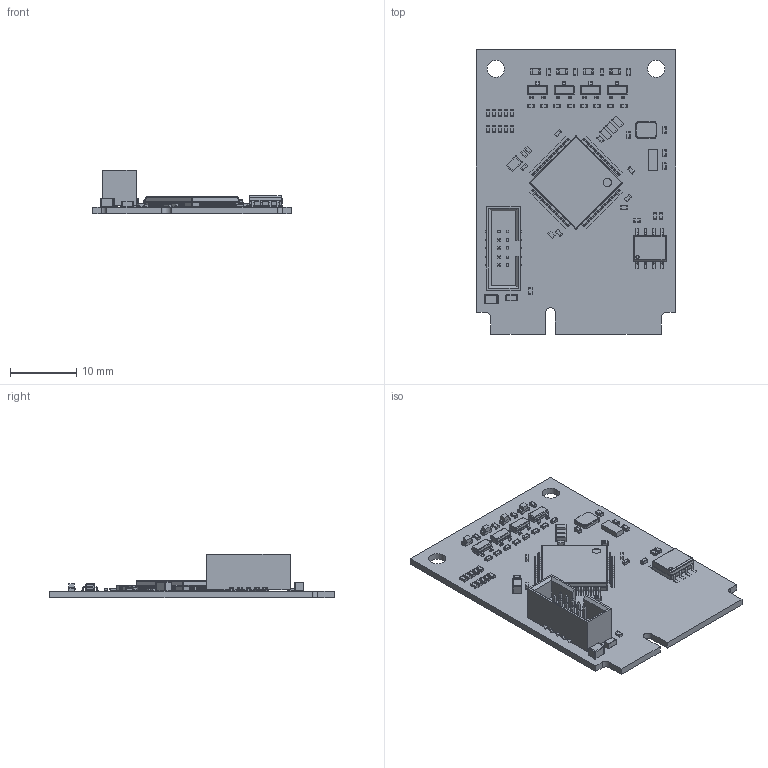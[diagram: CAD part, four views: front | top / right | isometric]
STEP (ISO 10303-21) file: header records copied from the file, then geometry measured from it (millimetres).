
FILE_DESCRIPTION(('Open CASCADE Model'),'2;1');
FILE_NAME('Open CASCADE Shape Model','2019-11-06T22:46:13',('Author'),( 'Open CASCADE'),'Open CASCADE STEP processor 6.8','Open CASCADE 6.8' ,'Unknown');
FILE_SCHEMA(('AUTOMOTIVE_DESIGN { 1 0 10303 214 1 1 1 1 }'));
Length unit declared in the file: millimetre
Products named in the file (194): PCB; Board; Open CASCADE STEP translator 6.8 1.1.1; X2; 6312051232; Extruded; X1; CRYSTAL_4SMD_3.2x2.5; Core; Pins; Lid; U2; 5890720848; Open_CASCADE_STEP_translator_6.8_12.1; Body; Open_CASCADE_STEP_translator_6.8_12.2.1; Leader; U1; 5890722528; Open_CASCADE_STEP_translator_6.8_3.1; Open_CASCADE_STEP_translator_6.8_3.2.1; R29; 5890726208; Mid_Body; Terminal; Open_CASCADE_STEP_translator_6.8_23.2.1; Mark; R28; R27; 5890729168; R26; R25; R24; 5890723968; R23; R22; R21; R20; 5890733328; R19 ...
Assembly tree (303 placements, depth 5):
  PCB
    Board
      Open CASCADE STEP translator 6.8 1.1.1
    X2
      6312051232
        Extruded
    X1
      CRYSTAL_4SMD_3.2x2.5
        Core
        Pins
        Lid
    U2
      5890720848
        Open_CASCADE_STEP_translator_6.8_12.1
        Body
          Open_CASCADE_STEP_translator_6.8_12.2.1
        Leader  x32
        Leader  x32
    U1
      5890722528
        Open_CASCADE_STEP_translator_6.8_3.1
        Body
          Open_CASCADE_STEP_translator_6.8_3.2.1
        Leader  x8
    R29
      5890726208
        Mid_Body
        Terminal  x2
          Open_CASCADE_STEP_translator_6.8_23.2.1
        Mark
    R28
      5890726208
        Mid_Body
        Terminal  x2
          Open_CASCADE_STEP_translator_6.8_23.2.1
        Mark
    R27
      5890729168
        Mid_Body
        Terminal  x2
          Open_CASCADE_STEP_translator_6.8_23.2.1
        Mark
    R26
      5890726208
        Mid_Body
        Terminal  x2
          Open_CASCADE_STEP_translator_6.8_23.2.1
        Mark
    R25
      5890726208
        Mid_Body
        Terminal  x2
          Open_CASCADE_STEP_translator_6.8_23.2.1
        Mark
    R24
      5890723968
        Mid_Body
        Terminal  x2
          Open_CASCADE_STEP_translator_6.8_23.2.1
        Mark
Bounding box: 30 x 42.9 x 6.61 mm (x, y, z)
Volume: 1511.2 mm3; surface area: 4048.2 mm2
Topology: 269 solids, 494 shells, 4417 faces, 11062 edges, 8260 vertices
Faces by surface type: plane 3058, cylinder 898, bspline 271, sphere 186, torus 4
Full cylindrical faces by diameter (mm): 0.5 x1, 1.25 x1, 2.6 x2
Entity records: 57311 total; most frequent: CARTESIAN_POINT 17813, ORIENTED_EDGE 5776, DIRECTION 5771, EDGE_CURVE 3405, VERTEX_POINT 2426, B_SPLINE_CURVE_WITH_KNOTS 2168, AXIS2_PLACEMENT_3D 2092, LINE 1587
